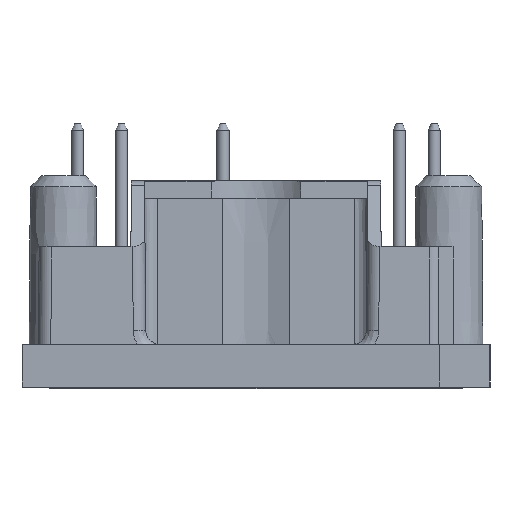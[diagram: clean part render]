
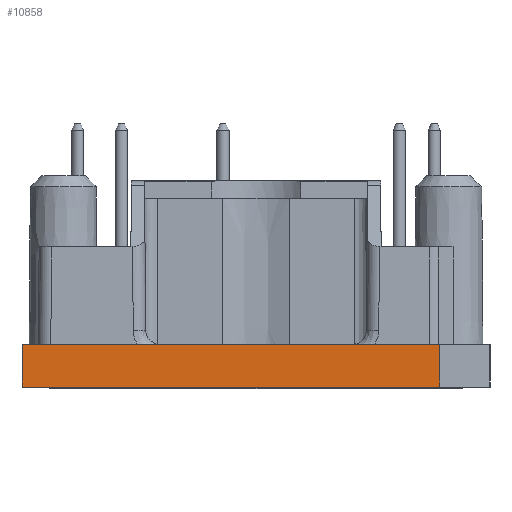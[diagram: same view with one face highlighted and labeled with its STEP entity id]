
A CAD part, left-side view. The second image highlights one B-rep face of the part: STEP entity #10858.
In plain terms, the highlighted planar face has unit normal (-1, 0, 0).
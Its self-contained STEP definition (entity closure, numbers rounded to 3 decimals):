
#1338=ORIENTED_EDGE('',*,*,#3361,.T.);
#1339=ORIENTED_EDGE('',*,*,#3362,.F.);
#1340=ORIENTED_EDGE('',*,*,#3351,.T.);
#1341=ORIENTED_EDGE('',*,*,#3219,.T.);
#3219=EDGE_CURVE('',#4305,#4304,#5123,.T.);
#3351=EDGE_CURVE('',#4397,#4305,#5194,.T.);
#3361=EDGE_CURVE('',#4304,#4402,#5204,.T.);
#3362=EDGE_CURVE('',#4397,#4402,#5205,.T.);
#4304=VERTEX_POINT('',#14632);
#4305=VERTEX_POINT('',#14634);
#4397=VERTEX_POINT('',#15072);
#4402=VERTEX_POINT('',#15090);
#5123=LINE('',#14633,#5755);
#5194=LINE('',#15071,#5826);
#5204=LINE('',#15091,#5836);
#5205=LINE('',#15093,#5837);
#5755=VECTOR('',#12414,1000.);
#5826=VECTOR('',#12621,1000.);
#5836=VECTOR('',#12639,1000.);
#5837=VECTOR('',#12642,1000.);
#6383=EDGE_LOOP('',(#1338,#1339,#1340,#1341));
#7151=FACE_BOUND('',#6383,.T.);
#7862=PLANE('',#11490);
#10858=ADVANCED_FACE('',(#7151),#7862,.F.);
#11490=AXIS2_PLACEMENT_3D('',#15092,#12640,#12641);
#12414=DIRECTION('',(0.,-1.,0.));
#12621=DIRECTION('',(0.,0.,-1.));
#12639=DIRECTION('',(0.,0.,1.));
#12640=DIRECTION('',(1.,0.,0.));
#12641=DIRECTION('',(0.,1.,0.));
#12642=DIRECTION('',(0.,-1.,0.));
#14632=CARTESIAN_POINT('',(-41.,-14.7,0.));
#14633=CARTESIAN_POINT('',(-41.,18.7,0.));
#14634=CARTESIAN_POINT('',(-41.,18.7,0.));
#15071=CARTESIAN_POINT('',(-41.,18.7,3.4));
#15072=CARTESIAN_POINT('',(-41.,18.7,3.4));
#15090=CARTESIAN_POINT('',(-41.,-14.7,3.4));
#15091=CARTESIAN_POINT('',(-41.,-14.7,3.4));
#15092=CARTESIAN_POINT('',(-41.,18.7,3.4));
#15093=CARTESIAN_POINT('',(-41.,18.7,3.4));
